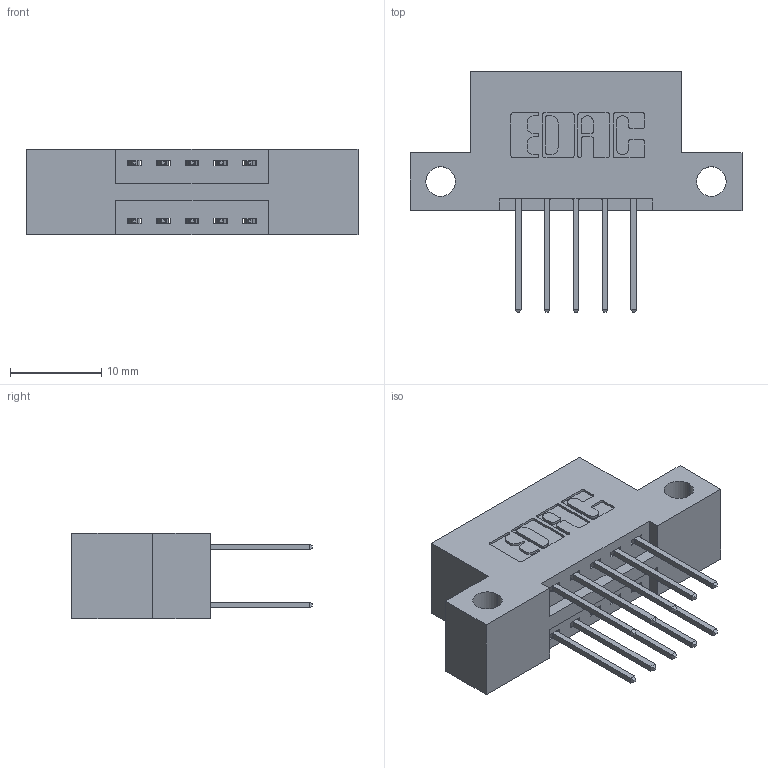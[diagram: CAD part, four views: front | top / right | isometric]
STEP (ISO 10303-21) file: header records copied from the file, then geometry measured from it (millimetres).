
FILE_DESCRIPTION (( 'STEP AP203' ), '1' );
FILE_NAME ('396-010-522-212.STEP', '2018-08-31T02:35:43', ( '' ), ( '' ), 'SwSTEP 2.0', 'SolidWorks 2016', '' );
FILE_SCHEMA (( 'CONFIG_CONTROL_DESIGN' ));
Length unit declared in the file: inch
Products named in the file (3): 346 Part_Flush Mounting Lugs - Side Mount; 345-292-001_345-293-122; 396-010-522-212
Assembly tree (11 placements, depth 2):
  396-010-522-212
    346 Part_Flush Mounting Lugs - Side Mount
    345-292-001_345-293-122  x10
Bounding box: 36.45 x 26.42 x 9.4 mm (x, y, z)
Volume: 3205.2 mm3; surface area: 3805.6 mm2
Topology: 11 solids, 11 shells, 642 faces, 1879 edges, 1238 vertices
Faces by surface type: plane 426, cylinder 216
Entity records: 8265 total; most frequent: CARTESIAN_POINT 1412, ORIENTED_EDGE 1346, DIRECTION 1297, EDGE_CURVE 673, VECTOR 521, LINE 521, VERTEX_POINT 446, AXIS2_PLACEMENT_3D 388
